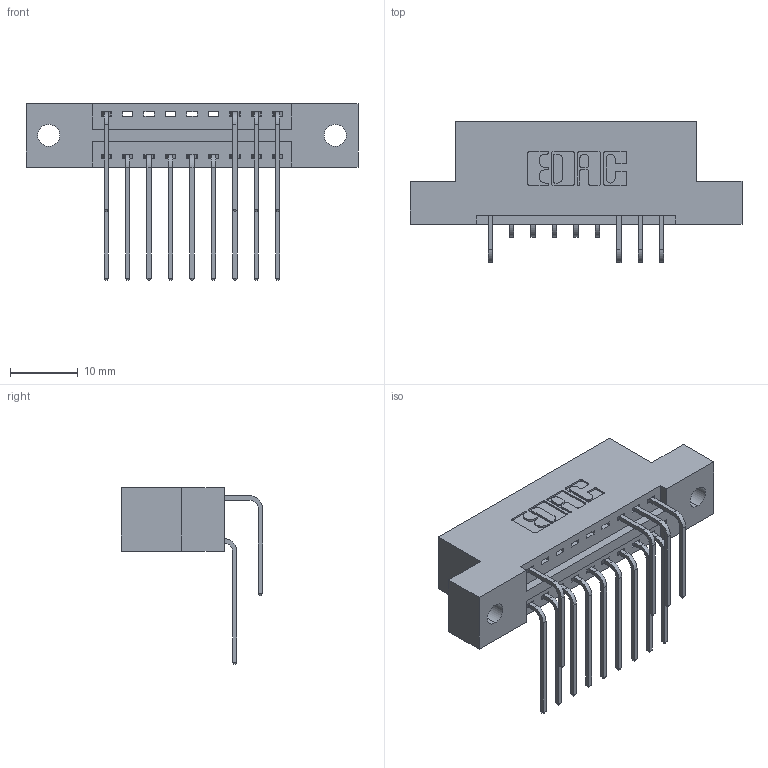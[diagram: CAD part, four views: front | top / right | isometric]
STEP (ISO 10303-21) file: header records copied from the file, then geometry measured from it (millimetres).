
FILE_DESCRIPTION (( 'STEP AP203' ), '1' );
FILE_NAME ('346-018-559-202.STEP', '2018-08-20T09:04:33', ( '' ), ( '' ), 'SwSTEP 2.0', 'SolidWorks 2016', '' );
FILE_SCHEMA (( 'CONFIG_CONTROL_DESIGN' ));
Length unit declared in the file: inch
Products named in the file (4): 346 Part_Flush Mounting Lugs - 0.128 Dia; 345-292-001_558 559 Tail - 1; 345-292-001_559 Tail - 2; 346-018-559-202
Assembly tree (14 placements, depth 2):
  346-018-559-202
    346 Part_Flush Mounting Lugs - 0.128 Dia
    345-292-001_558 559 Tail - 1  x9
    345-292-001_559 Tail - 2  x4
Bounding box: 49.15 x 20.89 x 26.16 mm (x, y, z)
Volume: 4529.7 mm3; surface area: 5538.7 mm2
Topology: 14 solids, 14 shells, 854 faces, 2527 edges, 1666 vertices
Faces by surface type: plane 582, cylinder 272
Entity records: 11943 total; most frequent: CARTESIAN_POINT 2086, ORIENTED_EDGE 1974, DIRECTION 1857, EDGE_CURVE 987, LINE 779, VECTOR 779, VERTEX_POINT 654, AXIS2_PLACEMENT_3D 539
